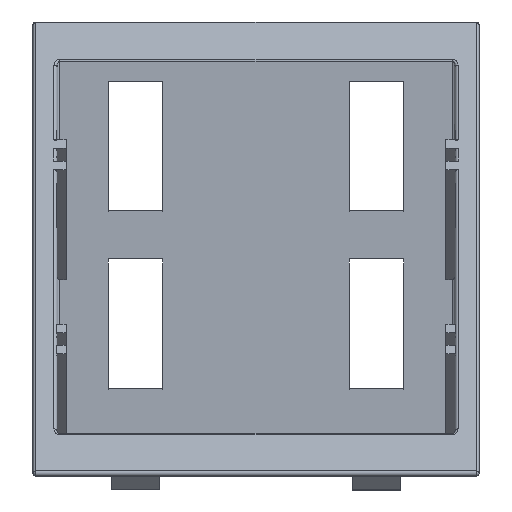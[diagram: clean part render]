
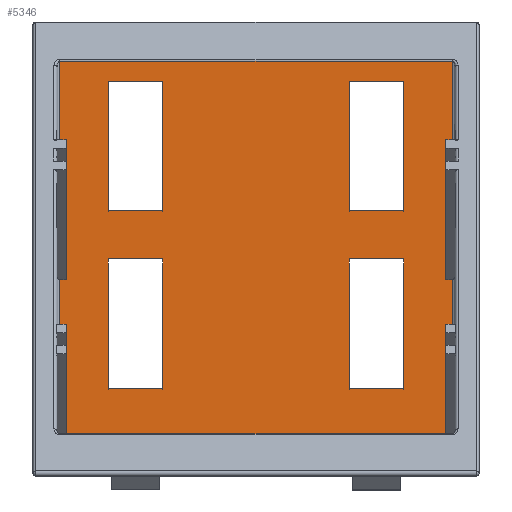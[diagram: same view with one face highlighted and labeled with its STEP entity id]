
A CAD part, front view. The second image highlights one B-rep face of the part: STEP entity #5346.
In plain terms, the highlighted planar face has unit normal (0, -1, 0).
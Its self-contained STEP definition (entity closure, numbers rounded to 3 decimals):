
#157=FACE_BOUND('',#703,.T.);
#158=FACE_BOUND('',#704,.T.);
#159=FACE_BOUND('',#705,.T.);
#160=FACE_BOUND('',#706,.T.);
#373=FACE_OUTER_BOUND('',#702,.T.);
#702=EDGE_LOOP('',(#4473,#4474,#4475,#4476,#4477,#4478,#4479,#4480,#4481,
#4482,#4483,#4484));
#703=EDGE_LOOP('',(#4485,#4486,#4487,#4488));
#704=EDGE_LOOP('',(#4489,#4490,#4491,#4492));
#705=EDGE_LOOP('',(#4493,#4494,#4495,#4496));
#706=EDGE_LOOP('',(#4497,#4498,#4499,#4500));
#1124=LINE('',#7872,#1807);
#1126=LINE('',#7877,#1809);
#1130=LINE('',#7884,#1813);
#1132=LINE('',#7887,#1815);
#1136=LINE('',#7896,#1819);
#1138=LINE('',#7901,#1821);
#1142=LINE('',#7908,#1825);
#1144=LINE('',#7911,#1827);
#1292=LINE('',#8228,#1975);
#1341=LINE('',#8418,#2024);
#1343=LINE('',#8424,#2026);
#1348=LINE('',#8441,#2031);
#1350=LINE('',#8445,#2033);
#1354=LINE('',#8452,#2037);
#1355=LINE('',#8454,#2038);
#1356=LINE('',#8456,#2039);
#1357=LINE('',#8457,#2040);
#1358=LINE('',#8459,#2041);
#1359=LINE('',#8461,#2042);
#1360=LINE('',#8462,#2043);
#1361=LINE('',#8465,#2044);
#1362=LINE('',#8467,#2045);
#1363=LINE('',#8469,#2046);
#1364=LINE('',#8470,#2047);
#1365=LINE('',#8473,#2048);
#1366=LINE('',#8475,#2049);
#1367=LINE('',#8477,#2050);
#1368=LINE('',#8478,#2051);
#1807=VECTOR('',#6390,21.5);
#1809=VECTOR('',#6394,9.);
#1813=VECTOR('',#6400,9.);
#1815=VECTOR('',#6404,21.5);
#1819=VECTOR('',#6410,21.5);
#1821=VECTOR('',#6414,9.);
#1825=VECTOR('',#6420,9.);
#1827=VECTOR('',#6424,21.5);
#1975=VECTOR('',#6670,65.);
#2024=VECTOR('',#6809,65.);
#2026=VECTOR('',#6815,26.296);
#2031=VECTOR('',#6832,26.296);
#2033=VECTOR('',#6836,1.);
#2037=VECTOR('',#6842,1.);
#2038=VECTOR('',#6843,9.899);
#2039=VECTOR('',#6844,1.);
#2040=VECTOR('',#6845,25.597);
#2041=VECTOR('',#6846,25.597);
#2042=VECTOR('',#6847,1.);
#2043=VECTOR('',#6848,9.899);
#2044=VECTOR('',#6849,21.5);
#2045=VECTOR('',#6850,9.);
#2046=VECTOR('',#6851,21.5);
#2047=VECTOR('',#6852,9.);
#2048=VECTOR('',#6853,21.5);
#2049=VECTOR('',#6854,9.);
#2050=VECTOR('',#6855,21.5);
#2051=VECTOR('',#6856,9.);
#2379=VERTEX_POINT('',#7866);
#2381=VERTEX_POINT('',#7870);
#2383=VERTEX_POINT('',#7875);
#2384=VERTEX_POINT('',#7880);
#2387=VERTEX_POINT('',#7890);
#2389=VERTEX_POINT('',#7894);
#2391=VERTEX_POINT('',#7899);
#2392=VERTEX_POINT('',#7904);
#2512=VERTEX_POINT('',#8225);
#2513=VERTEX_POINT('',#8227);
#2552=VERTEX_POINT('',#8375);
#2558=VERTEX_POINT('',#8411);
#2561=VERTEX_POINT('',#8421);
#2566=VERTEX_POINT('',#8438);
#2568=VERTEX_POINT('',#8444);
#2570=VERTEX_POINT('',#8451);
#2571=VERTEX_POINT('',#8453);
#2572=VERTEX_POINT('',#8455);
#2573=VERTEX_POINT('',#8458);
#2574=VERTEX_POINT('',#8460);
#2575=VERTEX_POINT('',#8463);
#2576=VERTEX_POINT('',#8464);
#2577=VERTEX_POINT('',#8466);
#2578=VERTEX_POINT('',#8468);
#2579=VERTEX_POINT('',#8471);
#2580=VERTEX_POINT('',#8472);
#2581=VERTEX_POINT('',#8474);
#2582=VERTEX_POINT('',#8476);
#2976=EDGE_CURVE('',#2379,#2381,#1124,.T.);
#2978=EDGE_CURVE('',#2381,#2383,#1126,.T.);
#2982=EDGE_CURVE('',#2384,#2379,#1130,.T.);
#2984=EDGE_CURVE('',#2383,#2384,#1132,.T.);
#2988=EDGE_CURVE('',#2387,#2389,#1136,.T.);
#2990=EDGE_CURVE('',#2389,#2391,#1138,.T.);
#2994=EDGE_CURVE('',#2392,#2387,#1142,.T.);
#2996=EDGE_CURVE('',#2391,#2392,#1144,.T.);
#3151=EDGE_CURVE('',#2513,#2512,#1292,.T.);
#3221=EDGE_CURVE('',#2552,#2558,#1341,.T.);
#3224=EDGE_CURVE('',#2558,#2561,#1343,.T.);
#3232=EDGE_CURVE('',#2566,#2552,#1348,.T.);
#3234=EDGE_CURVE('',#2568,#2561,#1350,.T.);
#3238=EDGE_CURVE('',#2566,#2570,#1354,.T.);
#3239=EDGE_CURVE('',#2570,#2571,#1355,.T.);
#3240=EDGE_CURVE('',#2571,#2572,#1356,.T.);
#3241=EDGE_CURVE('',#2513,#2572,#1357,.T.);
#3242=EDGE_CURVE('',#2573,#2512,#1358,.T.);
#3243=EDGE_CURVE('',#2573,#2574,#1359,.T.);
#3244=EDGE_CURVE('',#2574,#2568,#1360,.T.);
#3245=EDGE_CURVE('',#2575,#2576,#1361,.T.);
#3246=EDGE_CURVE('',#2576,#2577,#1362,.T.);
#3247=EDGE_CURVE('',#2577,#2578,#1363,.T.);
#3248=EDGE_CURVE('',#2578,#2575,#1364,.T.);
#3249=EDGE_CURVE('',#2579,#2580,#1365,.T.);
#3250=EDGE_CURVE('',#2580,#2581,#1366,.T.);
#3251=EDGE_CURVE('',#2581,#2582,#1367,.T.);
#3252=EDGE_CURVE('',#2582,#2579,#1368,.T.);
#4473=ORIENTED_EDGE('',*,*,#3224,.F.);
#4474=ORIENTED_EDGE('',*,*,#3221,.F.);
#4475=ORIENTED_EDGE('',*,*,#3232,.F.);
#4476=ORIENTED_EDGE('',*,*,#3238,.T.);
#4477=ORIENTED_EDGE('',*,*,#3239,.T.);
#4478=ORIENTED_EDGE('',*,*,#3240,.T.);
#4479=ORIENTED_EDGE('',*,*,#3241,.F.);
#4480=ORIENTED_EDGE('',*,*,#3151,.T.);
#4481=ORIENTED_EDGE('',*,*,#3242,.F.);
#4482=ORIENTED_EDGE('',*,*,#3243,.T.);
#4483=ORIENTED_EDGE('',*,*,#3244,.T.);
#4484=ORIENTED_EDGE('',*,*,#3234,.T.);
#4485=ORIENTED_EDGE('',*,*,#2976,.T.);
#4486=ORIENTED_EDGE('',*,*,#2978,.T.);
#4487=ORIENTED_EDGE('',*,*,#2984,.T.);
#4488=ORIENTED_EDGE('',*,*,#2982,.T.);
#4489=ORIENTED_EDGE('',*,*,#2988,.T.);
#4490=ORIENTED_EDGE('',*,*,#2990,.T.);
#4491=ORIENTED_EDGE('',*,*,#2996,.T.);
#4492=ORIENTED_EDGE('',*,*,#2994,.T.);
#4493=ORIENTED_EDGE('',*,*,#3245,.T.);
#4494=ORIENTED_EDGE('',*,*,#3246,.T.);
#4495=ORIENTED_EDGE('',*,*,#3247,.T.);
#4496=ORIENTED_EDGE('',*,*,#3248,.T.);
#4497=ORIENTED_EDGE('',*,*,#3249,.T.);
#4498=ORIENTED_EDGE('',*,*,#3250,.T.);
#4499=ORIENTED_EDGE('',*,*,#3251,.T.);
#4500=ORIENTED_EDGE('',*,*,#3252,.T.);
#5080=PLANE('',#5688);
#5346=ADVANCED_FACE('',(#373,#157,#158,#159,#160),#5080,.F.);
#5688=AXIS2_PLACEMENT_3D('',#8450,#6840,#6841);
#6390=DIRECTION('',(0.,0.,-1.));
#6394=DIRECTION('',(-1.,0.,0.));
#6400=DIRECTION('',(1.,0.,0.));
#6404=DIRECTION('',(0.,0.,1.));
#6410=DIRECTION('',(0.,0.,-1.));
#6414=DIRECTION('',(-1.,0.,0.));
#6420=DIRECTION('',(1.,0.,0.));
#6424=DIRECTION('',(0.,0.,1.));
#6670=DIRECTION('',(1.,0.,0.));
#6809=DIRECTION('',(1.,0.,0.));
#6815=DIRECTION('',(0.,0.,-1.));
#6832=DIRECTION('',(0.,0.,1.));
#6836=DIRECTION('',(1.,0.,0.));
#6840=DIRECTION('center_axis',(0.,1.,0.));
#6841=DIRECTION('ref_axis',(-1.,0.,0.));
#6842=DIRECTION('',(1.,0.,0.));
#6843=DIRECTION('',(0.,0.,-1.));
#6844=DIRECTION('',(-1.,0.,0.));
#6845=DIRECTION('',(0.,0.,1.));
#6846=DIRECTION('',(0.,0.,-1.));
#6847=DIRECTION('',(-1.,0.,0.));
#6848=DIRECTION('',(0.,0.,1.));
#6849=DIRECTION('',(0.,0.,1.));
#6850=DIRECTION('',(1.,0.,0.));
#6851=DIRECTION('',(0.,0.,-1.));
#6852=DIRECTION('',(-1.,0.,0.));
#6853=DIRECTION('',(0.,0.,1.));
#6854=DIRECTION('',(1.,0.,0.));
#6855=DIRECTION('',(0.,0.,-1.));
#6856=DIRECTION('',(-1.,0.,0.));
#7866=CARTESIAN_POINT('',(24.5,-7.,36.));
#7870=CARTESIAN_POINT('',(24.5,-7.,14.5));
#7872=CARTESIAN_POINT('',(24.5,-7.,36.));
#7875=CARTESIAN_POINT('',(15.5,-7.,14.5));
#7877=CARTESIAN_POINT('',(24.5,-7.,14.5));
#7880=CARTESIAN_POINT('',(15.5,-7.,36.));
#7884=CARTESIAN_POINT('',(15.5,-7.,36.));
#7887=CARTESIAN_POINT('',(15.5,-7.,14.5));
#7890=CARTESIAN_POINT('',(24.5,-7.,65.5));
#7894=CARTESIAN_POINT('',(24.5,-7.,44.));
#7896=CARTESIAN_POINT('',(24.5,-7.,65.5));
#7899=CARTESIAN_POINT('',(15.5,-7.,44.));
#7901=CARTESIAN_POINT('',(24.5,-7.,44.));
#7904=CARTESIAN_POINT('',(15.5,-7.,65.5));
#7908=CARTESIAN_POINT('',(15.5,-7.,65.5));
#7911=CARTESIAN_POINT('',(15.5,-7.,44.));
#8225=CARTESIAN_POINT('',(32.5,-7.,7.));
#8227=CARTESIAN_POINT('',(-32.5,-7.,7.));
#8228=CARTESIAN_POINT('',(-32.5,-7.,7.));
#8375=CARTESIAN_POINT('',(-32.5,-7.,68.793));
#8411=CARTESIAN_POINT('',(32.5,-7.,68.793));
#8418=CARTESIAN_POINT('',(-32.5,-7.,68.793));
#8421=CARTESIAN_POINT('',(32.5,-7.,42.497));
#8424=CARTESIAN_POINT('',(32.5,-7.,68.793));
#8438=CARTESIAN_POINT('',(-32.5,-7.,42.497));
#8441=CARTESIAN_POINT('',(-32.5,-7.,42.497));
#8444=CARTESIAN_POINT('',(31.5,-7.,42.497));
#8445=CARTESIAN_POINT('',(31.5,-7.,42.497));
#8450=CARTESIAN_POINT('Origin',(-33.,-7.,69.));
#8451=CARTESIAN_POINT('',(-31.5,-7.,42.497));
#8452=CARTESIAN_POINT('',(-32.5,-7.,42.497));
#8453=CARTESIAN_POINT('',(-31.5,-7.,32.597));
#8454=CARTESIAN_POINT('',(-31.5,-7.,42.497));
#8455=CARTESIAN_POINT('',(-32.5,-7.,32.597));
#8456=CARTESIAN_POINT('',(-31.5,-7.,32.597));
#8457=CARTESIAN_POINT('',(-32.5,-7.,7.));
#8458=CARTESIAN_POINT('',(32.5,-7.,32.597));
#8459=CARTESIAN_POINT('',(32.5,-7.,32.597));
#8460=CARTESIAN_POINT('',(31.5,-7.,32.597));
#8461=CARTESIAN_POINT('',(32.5,-7.,32.597));
#8462=CARTESIAN_POINT('',(31.5,-7.,32.597));
#8463=CARTESIAN_POINT('',(-24.5,-7.,14.5));
#8464=CARTESIAN_POINT('',(-24.5,-7.,36.));
#8465=CARTESIAN_POINT('',(-24.5,-7.,14.5));
#8466=CARTESIAN_POINT('',(-15.5,-7.,36.));
#8467=CARTESIAN_POINT('',(-24.5,-7.,36.));
#8468=CARTESIAN_POINT('',(-15.5,-7.,14.5));
#8469=CARTESIAN_POINT('',(-15.5,-7.,36.));
#8470=CARTESIAN_POINT('',(-15.5,-7.,14.5));
#8471=CARTESIAN_POINT('',(-24.5,-7.,44.));
#8472=CARTESIAN_POINT('',(-24.5,-7.,65.5));
#8473=CARTESIAN_POINT('',(-24.5,-7.,44.));
#8474=CARTESIAN_POINT('',(-15.5,-7.,65.5));
#8475=CARTESIAN_POINT('',(-24.5,-7.,65.5));
#8476=CARTESIAN_POINT('',(-15.5,-7.,44.));
#8477=CARTESIAN_POINT('',(-15.5,-7.,65.5));
#8478=CARTESIAN_POINT('',(-15.5,-7.,44.));
